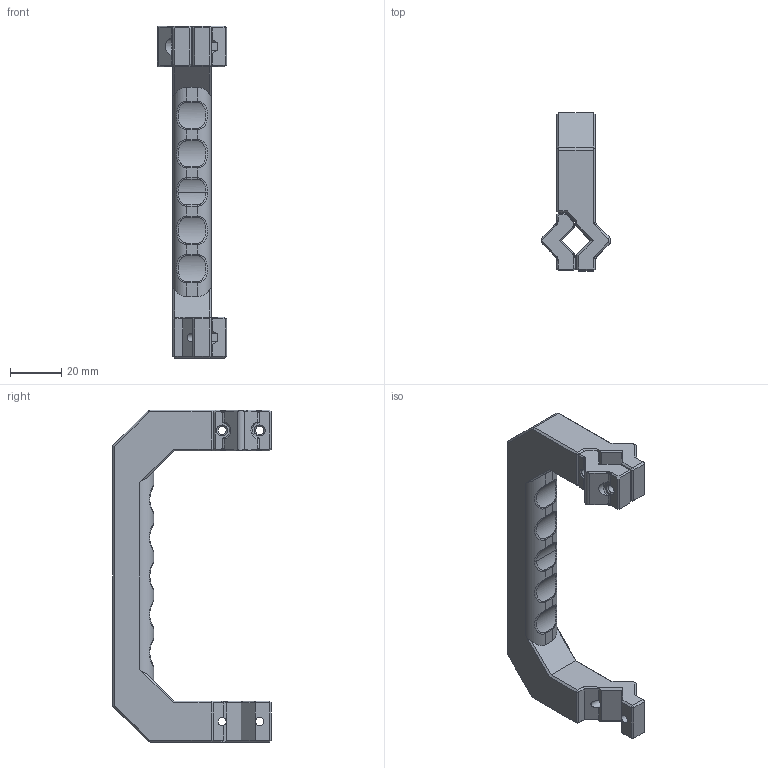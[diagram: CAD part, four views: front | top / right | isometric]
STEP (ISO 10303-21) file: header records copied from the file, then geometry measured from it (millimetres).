
FILE_DESCRIPTION(/* description */ (''),/* implementation_level */ '2;1');
FILE_NAME(/* name */ 'handle.step',/* time_stamp */ '2025-11-17T15:36:17+01:00',/* author */ (''),/* organization */ (''),/* preprocessor_version */ 'ST-DEVELOPER v20.1',/* originating_system */ 'Autodesk Translation Framework v14.21.0.0',/* authorisation */ '');
FILE_SCHEMA (('AUTOMOTIVE_DESIGN { 1 0 10303 214 3 1 1 }'));
Length unit declared in the file: millimetre
Products named in the file (1): handle
Bounding box: 27.04 x 62 x 130 mm (x, y, z)
Volume: 46720.7 mm3; surface area: 14286.9 mm2
Topology: 2 solids, 2 shells, 309 faces, 785 edges, 476 vertices
Faces by surface type: plane 210, bspline 60, cylinder 29, cone 10
Full cylindrical faces by diameter (mm): 3.3 x6
Entity records: 11428 total; most frequent: CARTESIAN_POINT 4247, ORIENTED_EDGE 1570, DIRECTION 1330, EDGE_CURVE 785, LINE 568, VECTOR 568, VERTEX_POINT 476, AXIS2_PLACEMENT_3D 381
